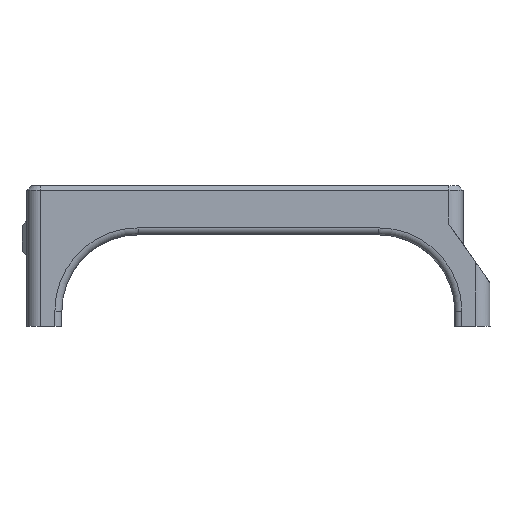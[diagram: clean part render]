
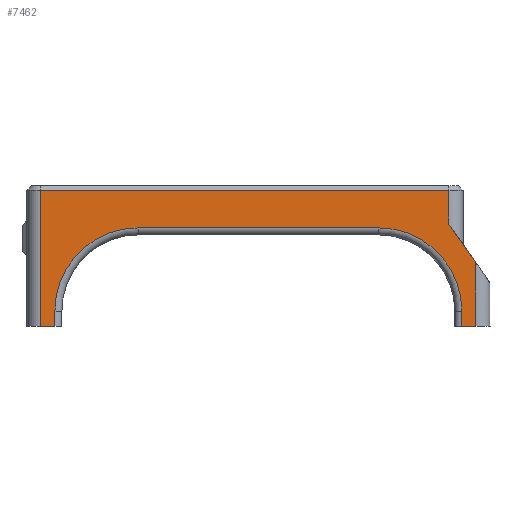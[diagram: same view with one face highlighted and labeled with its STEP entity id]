
A CAD part, left-side view. The second image highlights one B-rep face of the part: STEP entity #7462.
In plain terms, the highlighted planar face has unit normal (-1, 0, 0).
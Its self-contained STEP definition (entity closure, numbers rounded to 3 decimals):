
#431=CIRCLE('',#8158,7.1);
#432=CIRCLE('',#8159,7.1);
#798=FACE_OUTER_BOUND('',#1246,.T.);
#1246=EDGE_LOOP('',(#5889,#5890,#5891,#5892,#5893,#5894,#5895,#5896,#5897,
#5898,#5899,#5900));
#1932=LINE('',#12506,#2677);
#1961=LINE('',#12604,#2706);
#1962=LINE('',#12610,#2707);
#1963=LINE('',#12613,#2708);
#1964=LINE('',#12615,#2709);
#1965=LINE('',#12617,#2710);
#1966=LINE('',#12619,#2711);
#1967=LINE('',#12621,#2712);
#1968=LINE('',#12623,#2713);
#1969=LINE('',#12624,#2714);
#2677=VECTOR('',#9683,1000.);
#2706=VECTOR('',#9768,1000.);
#2707=VECTOR('',#9773,1000.);
#2708=VECTOR('',#9776,1000.);
#2709=VECTOR('',#9777,1000.);
#2710=VECTOR('',#9778,1000.);
#2711=VECTOR('',#9779,1000.);
#2712=VECTOR('',#9780,1000.);
#2713=VECTOR('',#9781,1000.);
#2714=VECTOR('',#9782,1000.);
#3556=VERTEX_POINT('',#12503);
#3557=VERTEX_POINT('',#12505);
#3588=VERTEX_POINT('',#12602);
#3589=VERTEX_POINT('',#12606);
#3590=VERTEX_POINT('',#12607);
#3591=VERTEX_POINT('',#12609);
#3592=VERTEX_POINT('',#12611);
#3593=VERTEX_POINT('',#12614);
#3594=VERTEX_POINT('',#12616);
#3595=VERTEX_POINT('',#12618);
#3596=VERTEX_POINT('',#12620);
#3597=VERTEX_POINT('',#12622);
#4385=EDGE_CURVE('',#3557,#3556,#1932,.T.);
#4430=EDGE_CURVE('',#3588,#3556,#1961,.T.);
#4431=EDGE_CURVE('',#3589,#3590,#431,.T.);
#4432=EDGE_CURVE('',#3591,#3589,#1962,.T.);
#4433=EDGE_CURVE('',#3592,#3591,#432,.T.);
#4434=EDGE_CURVE('',#3557,#3592,#1963,.T.);
#4435=EDGE_CURVE('',#3588,#3593,#1964,.T.);
#4436=EDGE_CURVE('',#3594,#3593,#1965,.T.);
#4437=EDGE_CURVE('',#3595,#3594,#1966,.T.);
#4438=EDGE_CURVE('',#3595,#3596,#1967,.T.);
#4439=EDGE_CURVE('',#3596,#3597,#1968,.T.);
#4440=EDGE_CURVE('',#3590,#3597,#1969,.T.);
#5889=ORIENTED_EDGE('',*,*,#4431,.F.);
#5890=ORIENTED_EDGE('',*,*,#4432,.F.);
#5891=ORIENTED_EDGE('',*,*,#4433,.F.);
#5892=ORIENTED_EDGE('',*,*,#4434,.F.);
#5893=ORIENTED_EDGE('',*,*,#4385,.T.);
#5894=ORIENTED_EDGE('',*,*,#4430,.F.);
#5895=ORIENTED_EDGE('',*,*,#4435,.T.);
#5896=ORIENTED_EDGE('',*,*,#4436,.F.);
#5897=ORIENTED_EDGE('',*,*,#4437,.F.);
#5898=ORIENTED_EDGE('',*,*,#4438,.T.);
#5899=ORIENTED_EDGE('',*,*,#4439,.T.);
#5900=ORIENTED_EDGE('',*,*,#4440,.F.);
#7150=PLANE('',#8157);
#7462=ADVANCED_FACE('',(#798),#7150,.T.);
#8157=AXIS2_PLACEMENT_3D('',#12605,#9769,#9770);
#8158=AXIS2_PLACEMENT_3D('',#12608,#9771,#9772);
#8159=AXIS2_PLACEMENT_3D('',#12612,#9774,#9775);
#9683=DIRECTION('',(0.,-1.,0.));
#9768=DIRECTION('',(0.,0.,-1.));
#9769=DIRECTION('center_axis',(-1.,0.,0.));
#9770=DIRECTION('ref_axis',(0.,0.,-1.));
#9771=DIRECTION('center_axis',(-1.,0.,0.));
#9772=DIRECTION('ref_axis',(0.,0.,-1.));
#9773=DIRECTION('',(0.,1.,0.));
#9774=DIRECTION('center_axis',(-1.,0.,0.));
#9775=DIRECTION('ref_axis',(0.,0.,-1.));
#9776=DIRECTION('',(0.,0.,1.));
#9777=DIRECTION('',(0.,0.574,0.819));
#9778=DIRECTION('',(0.,0.,-1.));
#9779=DIRECTION('',(0.,-1.,0.));
#9780=DIRECTION('',(0.,0.,-1.));
#9781=DIRECTION('',(0.,-1.,0.));
#9782=DIRECTION('',(0.,0.,-1.));
#12503=CARTESIAN_POINT('',(116.322,-113.291,-271.862));
#12505=CARTESIAN_POINT('',(116.322,-112.091,-271.862));
#12506=CARTESIAN_POINT('',(116.322,-113.291,-271.862));
#12602=CARTESIAN_POINT('',(116.322,-113.291,-266.433));
#12604=CARTESIAN_POINT('',(116.322,-113.291,-259.862));
#12605=CARTESIAN_POINT('Origin',(116.322,-113.291,-259.862));
#12606=CARTESIAN_POINT('',(116.322,-84.491,-263.462));
#12607=CARTESIAN_POINT('',(116.322,-77.391,-270.562));
#12608=CARTESIAN_POINT('Origin',(116.322,-84.491,-270.562));
#12609=CARTESIAN_POINT('',(116.322,-104.991,-263.462));
#12610=CARTESIAN_POINT('',(116.322,-84.491,-263.462));
#12611=CARTESIAN_POINT('',(116.322,-112.091,-270.562));
#12612=CARTESIAN_POINT('Origin',(116.322,-104.991,-270.562));
#12613=CARTESIAN_POINT('',(116.322,-112.091,-270.562));
#12614=CARTESIAN_POINT('',(116.322,-110.991,-263.149));
#12615=CARTESIAN_POINT('',(116.322,-112.191,-264.862));
#12616=CARTESIAN_POINT('',(116.322,-110.991,-260.262));
#12617=CARTESIAN_POINT('',(116.322,-110.991,-264.862));
#12618=CARTESIAN_POINT('',(116.322,-76.191,-260.262));
#12619=CARTESIAN_POINT('',(116.322,-110.991,-260.262));
#12620=CARTESIAN_POINT('',(116.322,-76.191,-271.862));
#12621=CARTESIAN_POINT('',(116.322,-76.191,-259.862));
#12622=CARTESIAN_POINT('',(116.322,-77.391,-271.862));
#12623=CARTESIAN_POINT('',(116.322,-113.291,-271.862));
#12624=CARTESIAN_POINT('',(116.322,-77.391,-271.862));
